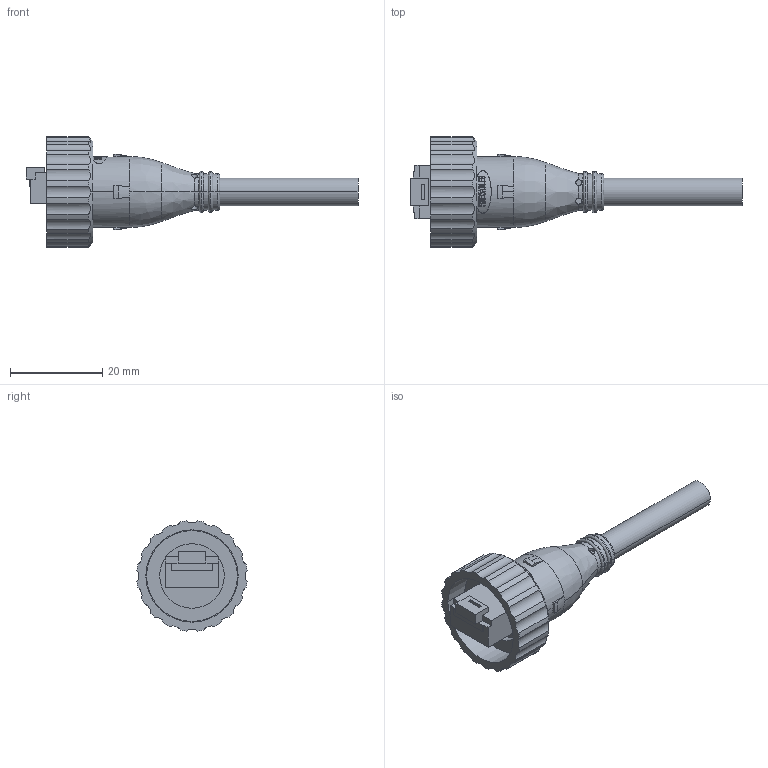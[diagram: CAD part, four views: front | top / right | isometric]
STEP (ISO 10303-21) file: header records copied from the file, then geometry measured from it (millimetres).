
FILE_DESCRIPTION (( 'STEP AP203' ), '1' );
FILE_NAME ('P463.STEP', '2020-04-16T01:57:50', ( 'edpusr' ), ( 'Microsoft' ), 'SwSTEP 2.0', 'SolidWorks 2015', '' );
FILE_SCHEMA (( 'CONFIG_CONTROL_DESIGN' ));
Length unit declared in the file: millimetre
Products named in the file (1): P463
Bounding box: 72 x 23.87 x 23.87 mm (x, y, z)
Volume: 7554.3 mm3; surface area: 4687.7 mm2
Topology: 1 solids, 1 shells, 410 faces, 1124 edges, 739 vertices
Faces by surface type: bspline 213, cylinder 98, plane 92, cone 7
Entity records: 27010 total; most frequent: CARTESIAN_POINT 17859, ORIENTED_EDGE 2248, DIRECTION 1277, EDGE_CURVE 1124, VERTEX_POINT 739, LINE 499, VECTOR 499, B_SPLINE_CURVE_WITH_KNOTS 434
